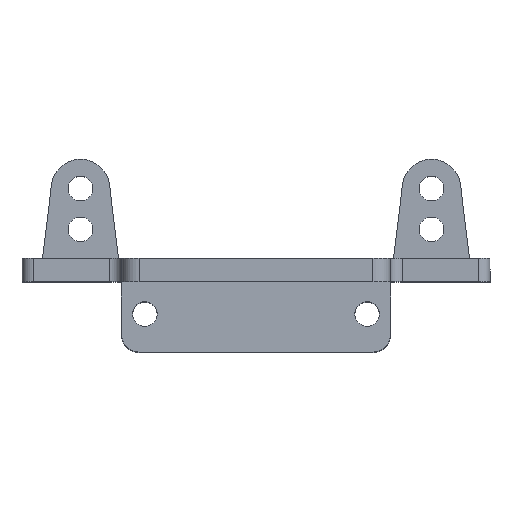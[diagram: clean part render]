
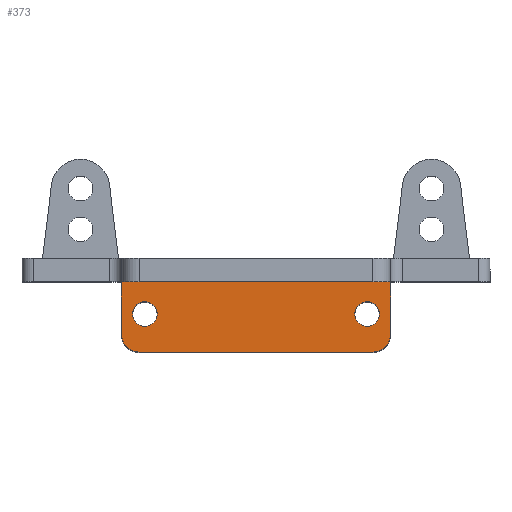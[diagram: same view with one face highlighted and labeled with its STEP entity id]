
A CAD part, top view. The second image highlights one B-rep face of the part: STEP entity #373.
In plain terms, the highlighted planar face has unit normal (0, 0, 1).
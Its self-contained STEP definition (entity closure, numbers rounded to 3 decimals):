
#8 = VERTEX_POINT ( 'NONE', #2394 ) ;
#32 = DIRECTION ( 'NONE',  ( 1., 0., 0. ) ) ;
#36 = ORIENTED_EDGE ( 'NONE', *, *, #1171, .F. ) ;
#41 = LINE ( 'NONE', #1884, #1487 ) ;
#103 = VERTEX_POINT ( 'NONE', #1588 ) ;
#192 = VERTEX_POINT ( 'NONE', #3467 ) ;
#243 = AXIS2_PLACEMENT_3D ( 'NONE', #2599, #3219, #2884 ) ;
#373 = ADVANCED_FACE ( 'NONE', ( #2008, #3659, #3991 ), #487, .T. ) ;
#381 = CIRCLE ( 'NONE', #243, 2.1 ) ;
#487 = PLANE ( 'NONE',  #2543 ) ;
#531 = VECTOR ( 'NONE', #2777, 1000. ) ;
#614 = VERTEX_POINT ( 'NONE', #2152 ) ;
#644 = CARTESIAN_POINT ( 'NONE',  ( -23., 0., 31.5 ) ) ;
#700 = AXIS2_PLACEMENT_3D ( 'NONE', #2170, #1253, #2200 ) ;
#831 = CARTESIAN_POINT ( 'NONE',  ( -16.9, -5.5, 31.5 ) ) ;
#991 = LINE ( 'NONE', #3087, #3720 ) ;
#1012 = ORIENTED_EDGE ( 'NONE', *, *, #2775, .F. ) ;
#1046 = ORIENTED_EDGE ( 'NONE', *, *, #3448, .T. ) ;
#1168 = CARTESIAN_POINT ( 'NONE',  ( 19., -5.5, 31.5 ) ) ;
#1171 = EDGE_CURVE ( 'NONE', #1605, #2438, #3504, .T. ) ;
#1174 = ORIENTED_EDGE ( 'NONE', *, *, #2561, .T. ) ;
#1193 = CIRCLE ( 'NONE', #3206, 2.1 ) ;
#1216 = VECTOR ( 'NONE', #3341, 1000. ) ;
#1253 = DIRECTION ( 'NONE',  ( 0., 0., 1. ) ) ;
#1261 = EDGE_CURVE ( 'NONE', #2438, #103, #3012, .T. ) ;
#1280 = EDGE_CURVE ( 'NONE', #2751, #192, #2194, .T. ) ;
#1487 = VECTOR ( 'NONE', #2551, 1000. ) ;
#1547 = CARTESIAN_POINT ( 'NONE',  ( 20., -12., 31.5 ) ) ;
#1588 = CARTESIAN_POINT ( 'NONE',  ( 23., 0., 31.5 ) ) ;
#1605 = VERTEX_POINT ( 'NONE', #3592 ) ;
#1708 = CARTESIAN_POINT ( 'NONE',  ( 0., -12., 31.5 ) ) ;
#1760 = CARTESIAN_POINT ( 'NONE',  ( 23., -9., 31.5 ) ) ;
#1873 = VERTEX_POINT ( 'NONE', #1547 ) ;
#1884 = CARTESIAN_POINT ( 'NONE',  ( 0., -12., 31.5 ) ) ;
#1956 = EDGE_CURVE ( 'NONE', #192, #2751, #381, .T. ) ;
#1977 = CIRCLE ( 'NONE', #3356, 2.1 ) ;
#1998 = CARTESIAN_POINT ( 'NONE',  ( 20., -9., 31.5 ) ) ;
#2008 = FACE_BOUND ( 'NONE', #3485, .T. ) ;
#2012 = DIRECTION ( 'NONE',  ( 0., 0., 1. ) ) ;
#2068 = CARTESIAN_POINT ( 'NONE',  ( -23., -12., 31.5 ) ) ;
#2152 = CARTESIAN_POINT ( 'NONE',  ( 21.1, -5.5, 31.5 ) ) ;
#2170 = CARTESIAN_POINT ( 'NONE',  ( -19., -5.5, 31.5 ) ) ;
#2194 = CIRCLE ( 'NONE', #700, 2.1 ) ;
#2200 = DIRECTION ( 'NONE',  ( 1., 0., 0. ) ) ;
#2258 = AXIS2_PLACEMENT_3D ( 'NONE', #1998, #3278, #3586 ) ;
#2309 = EDGE_CURVE ( 'NONE', #3221, #1873, #41, .T. ) ;
#2389 = ORIENTED_EDGE ( 'NONE', *, *, #1261, .F. ) ;
#2394 = CARTESIAN_POINT ( 'NONE',  ( 16.9, -5.5, 31.5 ) ) ;
#2396 = ORIENTED_EDGE ( 'NONE', *, *, #2788, .F. ) ;
#2401 = DIRECTION ( 'NONE',  ( 1., 0., 0. ) ) ;
#2438 = VERTEX_POINT ( 'NONE', #644 ) ;
#2501 = CIRCLE ( 'NONE', #3997, 3. ) ;
#2543 = AXIS2_PLACEMENT_3D ( 'NONE', #1708, #2012, #3572 ) ;
#2551 = DIRECTION ( 'NONE',  ( 1., 0., 0. ) ) ;
#2561 = EDGE_CURVE ( 'NONE', #1873, #3281, #3238, .T. ) ;
#2565 = EDGE_LOOP ( 'NONE', ( #3062, #1174, #1046, #2389, #36, #2576 ) ) ;
#2576 = ORIENTED_EDGE ( 'NONE', *, *, #3520, .T. ) ;
#2599 = CARTESIAN_POINT ( 'NONE',  ( -19., -5.5, 31.5 ) ) ;
#2751 = VERTEX_POINT ( 'NONE', #831 ) ;
#2775 = EDGE_CURVE ( 'NONE', #614, #8, #1193, .T. ) ;
#2777 = DIRECTION ( 'NONE',  ( 1., 0., 0. ) ) ;
#2788 = EDGE_CURVE ( 'NONE', #8, #614, #1977, .T. ) ;
#2884 = DIRECTION ( 'NONE',  ( 1., 0., 0. ) ) ;
#2979 = CARTESIAN_POINT ( 'NONE',  ( -20., -12., 31.5 ) ) ;
#3012 = LINE ( 'NONE', #4004, #531 ) ;
#3062 = ORIENTED_EDGE ( 'NONE', *, *, #2309, .T. ) ;
#3087 = CARTESIAN_POINT ( 'NONE',  ( 23., -12., 31.5 ) ) ;
#3206 = AXIS2_PLACEMENT_3D ( 'NONE', #1168, #3931, #3965 ) ;
#3214 = ORIENTED_EDGE ( 'NONE', *, *, #1280, .F. ) ;
#3219 = DIRECTION ( 'NONE',  ( 0., 0., 1. ) ) ;
#3221 = VERTEX_POINT ( 'NONE', #2979 ) ;
#3238 = CIRCLE ( 'NONE', #2258, 3. ) ;
#3278 = DIRECTION ( 'NONE',  ( 0., 0., 1. ) ) ;
#3281 = VERTEX_POINT ( 'NONE', #1760 ) ;
#3317 = CARTESIAN_POINT ( 'NONE',  ( 19., -5.5, 31.5 ) ) ;
#3341 = DIRECTION ( 'NONE',  ( 0., 1., 0. ) ) ;
#3356 = AXIS2_PLACEMENT_3D ( 'NONE', #3317, #3942, #2401 ) ;
#3412 = CARTESIAN_POINT ( 'NONE',  ( -20., -9., 31.5 ) ) ;
#3448 = EDGE_CURVE ( 'NONE', #3281, #103, #991, .T. ) ;
#3467 = CARTESIAN_POINT ( 'NONE',  ( -21.1, -5.5, 31.5 ) ) ;
#3485 = EDGE_LOOP ( 'NONE', ( #1012, #2396 ) ) ;
#3504 = LINE ( 'NONE', #2068, #1216 ) ;
#3520 = EDGE_CURVE ( 'NONE', #1605, #3221, #2501, .T. ) ;
#3572 = DIRECTION ( 'NONE',  ( 1., 0., 0. ) ) ;
#3586 = DIRECTION ( 'NONE',  ( 1., 0., 0. ) ) ;
#3592 = CARTESIAN_POINT ( 'NONE',  ( -23., -9., 31.5 ) ) ;
#3594 = ORIENTED_EDGE ( 'NONE', *, *, #1956, .F. ) ;
#3659 = FACE_BOUND ( 'NONE', #3741, .T. ) ;
#3720 = VECTOR ( 'NONE', #3820, 1000. ) ;
#3726 = DIRECTION ( 'NONE',  ( 0., 0., 1. ) ) ;
#3741 = EDGE_LOOP ( 'NONE', ( #3214, #3594 ) ) ;
#3820 = DIRECTION ( 'NONE',  ( 0., 1., 0. ) ) ;
#3931 = DIRECTION ( 'NONE',  ( 0., 0., 1. ) ) ;
#3942 = DIRECTION ( 'NONE',  ( 0., 0., 1. ) ) ;
#3965 = DIRECTION ( 'NONE',  ( 1., 0., 0. ) ) ;
#3991 = FACE_OUTER_BOUND ( 'NONE', #2565, .T. ) ;
#3997 = AXIS2_PLACEMENT_3D ( 'NONE', #3412, #3726, #32 ) ;
#4004 = CARTESIAN_POINT ( 'NONE',  ( 0., 0., 31.5 ) ) ;
